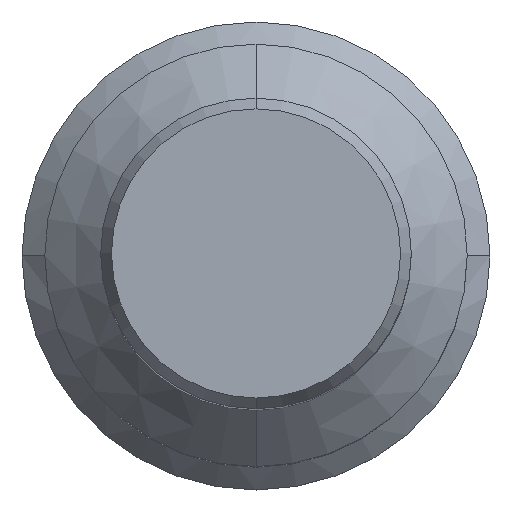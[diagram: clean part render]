
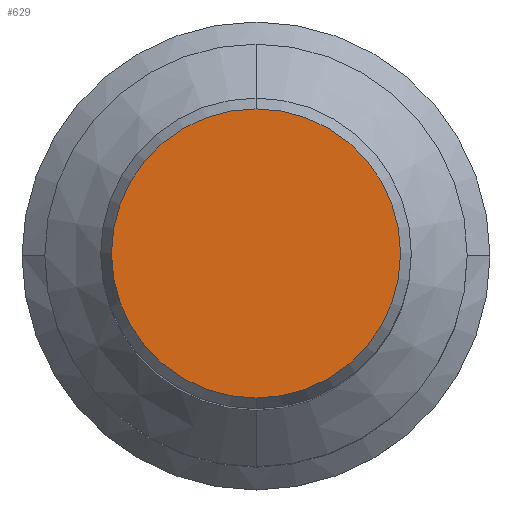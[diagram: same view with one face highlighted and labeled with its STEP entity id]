
A CAD part, top view. The second image highlights one B-rep face of the part: STEP entity #629.
In plain terms, the highlighted planar face has unit normal (0, 0, 1).
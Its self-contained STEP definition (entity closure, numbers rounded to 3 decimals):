
#431=EDGE_CURVE('',#549,#463,#866,.T.);
#463=VERTEX_POINT('',#902);
#549=VERTEX_POINT('',#1000);
#551=EDGE_CURVE('',#463,#549,#1002,.T.);
#629=ADVANCED_FACE('',(#1092),#1093,.T.);
#866=CIRCLE('',#1567,9.307);
#902=CARTESIAN_POINT('',(0.,-9.307,0.0));
#1000=CARTESIAN_POINT('',(0.0,9.307,0.0));
#1002=CIRCLE('',#1823,9.307);
#1092=FACE_OUTER_BOUND('',#1936,.T.);
#1093=PLANE('',#1937);
#1567=AXIS2_PLACEMENT_3D('',#2157,#2158,#2159);
#1823=AXIS2_PLACEMENT_3D('',#2328,#2329,#2330);
#1936=EDGE_LOOP('',(#2464,#2465));
#1937=AXIS2_PLACEMENT_3D('',#2466,#2467,#2468);
#2157=CARTESIAN_POINT('',(0.0,0.0,0.0));
#2158=DIRECTION('',(0.0,0.0,-1.0));
#2159=DIRECTION('',(0.0,1.0,0.0));
#2328=CARTESIAN_POINT('',(0.0,0.0,0.0));
#2329=DIRECTION('',(0.0,0.0,-1.0));
#2330=DIRECTION('',(0.0,1.0,0.0));
#2464=ORIENTED_EDGE('',*,*,#431,.F.);
#2465=ORIENTED_EDGE('',*,*,#551,.F.);
#2466=CARTESIAN_POINT('',(0.0,4.654,0.0));
#2467=DIRECTION('',(-0.0,0.0,1.0));
#2468=DIRECTION('',(0.0,-1.0,0.0));
